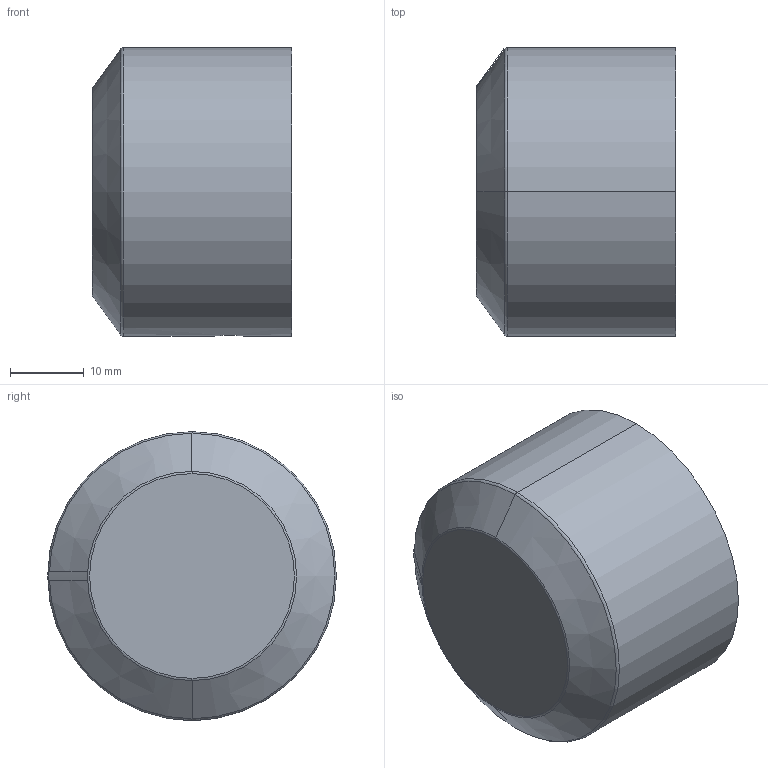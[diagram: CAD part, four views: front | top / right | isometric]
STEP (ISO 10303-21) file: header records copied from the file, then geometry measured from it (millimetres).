
FILE_DESCRIPTION (( 'STEP AP203' ), '1' );
FILE_NAME ('NOX_OVEN_DT02_20_V01_KNOB.STEP', '2020-12-03T14:35:01', ( '' ), ( '' ), 'SwSTEP 2.0', 'SolidWorks 2019', '' );
FILE_SCHEMA (( 'CONFIG_CONTROL_DESIGN' ));
Length unit declared in the file: millimetre
Products named in the file (1): NOX_OVEN_DT02_20_V01_KNOB
Bounding box: 27 x 39 x 39 mm (x, y, z)
Surface area: 9529.6 mm2 (no closed solid volume)
Topology: 0 solids, 2 shells, 29 faces, 66 edges, 40 vertices
Faces by surface type: cylinder 14, plane 6, cone 5, torus 4
Entity records: 1121 total; most frequent: CARTESIAN_POINT 379, DIRECTION 150, ORIENTED_EDGE 128, EDGE_CURVE 66, AXIS2_PLACEMENT_3D 64, VERTEX_POINT 40, CIRCLE 34, EDGE_LOOP 33
